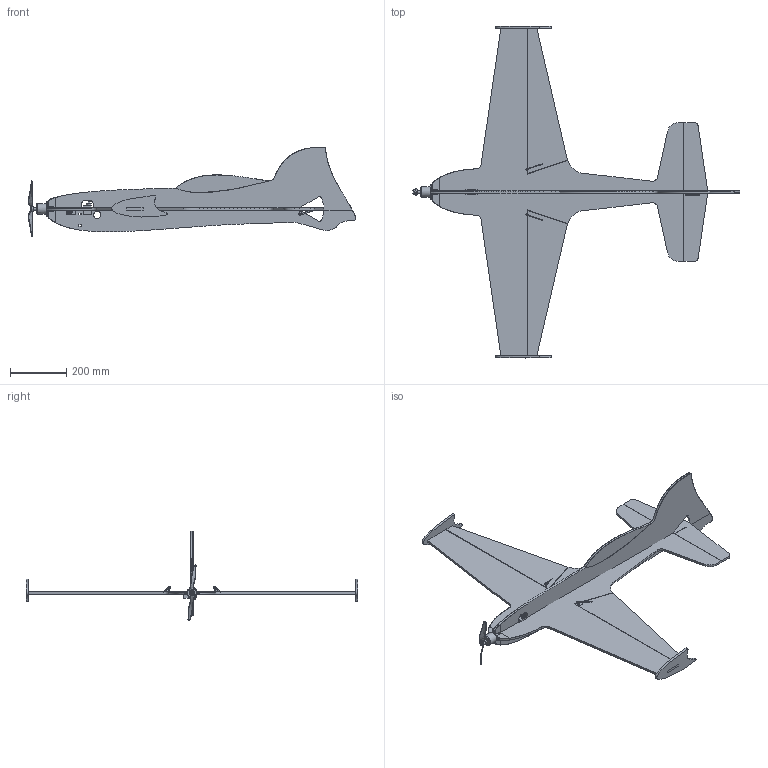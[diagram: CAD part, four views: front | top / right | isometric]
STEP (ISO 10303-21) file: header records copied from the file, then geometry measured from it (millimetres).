
FILE_DESCRIPTION(('FreeCAD Model'),'2;1');
FILE_NAME('Open CASCADE Shape Model','2025-04-27T04:17:50',('FreeCAD'),( 'FreeCAD'),'Open CASCADE STEP processor 7.6','FreeCAD','Unknown');
FILE_SCHEMA(('AUTOMOTIVE_DESIGN { 1 0 10303 214 1 1 1 1 }'));
Products named in the file (1): Open CASCADE STEP translator 7.6 1
Bounding box: 1168.11 x 1183.98 x 319.7 mm (x, y, z)
Volume: 4853722.8 mm3; surface area: 1385593.8 mm2
Topology: 16 solids, 16 shells, 2193 faces, 6435 edges, 4276 vertices
Faces by surface type: bspline 2193
Entity records: 76987 total; most frequent: CARTESIAN_POINT 38877, ORIENTED_EDGE 12862, EDGE_CURVE 6431, B_SPLINE_CURVE_WITH_KNOTS 5855, VERTEX_POINT 4276, FACE_BOUND 2267, EDGE_LOOP 2267, ADVANCED_FACE 2193
